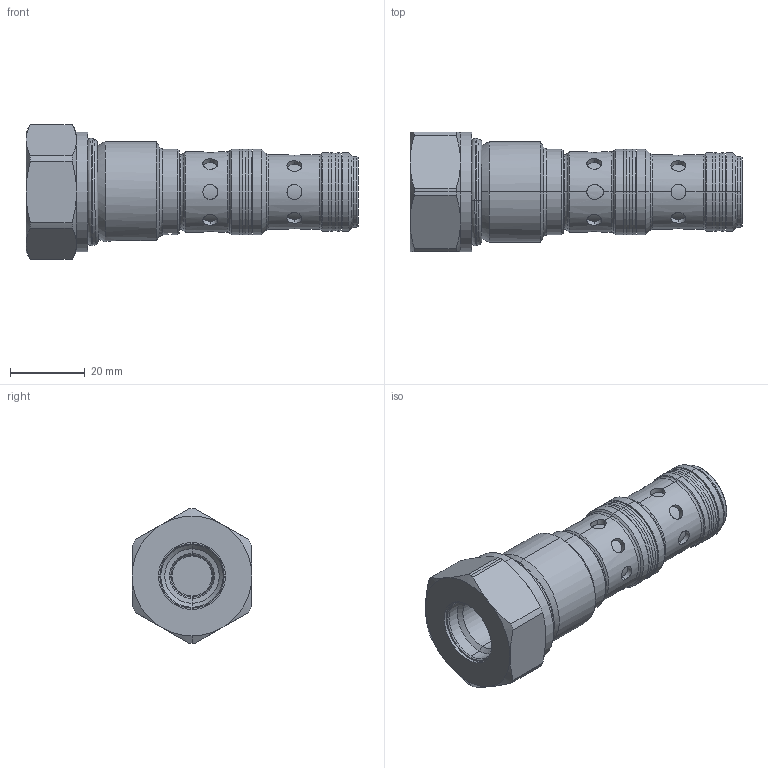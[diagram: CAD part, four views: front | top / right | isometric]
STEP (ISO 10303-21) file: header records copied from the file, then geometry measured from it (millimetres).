
FILE_DESCRIPTION (( 'STEP AP214' ), '1' );
FILE_NAME ('485.D3_defeature.STEP', '2017-02-03T06:21:04', ( 'user' ), ( '' ), 'SwSTEP 2.0', 'SolidWorks 2016', '' );
FILE_SCHEMA (( 'AUTOMOTIVE_DESIGN' ));
Length unit declared in the file: millimetre
Products named in the file (1): 485.D3_defeature
Bounding box: 88.8 x 32 x 36 mm (x, y, z)
Volume: 40503.2 mm3; surface area: 10784.6 mm2
Topology: 2 solids, 2 shells, 212 faces, 455 edges, 267 vertices
Faces by surface type: cylinder 96, cone 45, torus 32, plane 23, bspline 16
Entity records: 7746 total; most frequent: CARTESIAN_POINT 2985, DIRECTION 948, ORIENTED_EDGE 910, EDGE_CURVE 455, AXIS2_PLACEMENT_3D 402, VERTEX_POINT 267, EDGE_LOOP 234, ADVANCED_FACE 212
